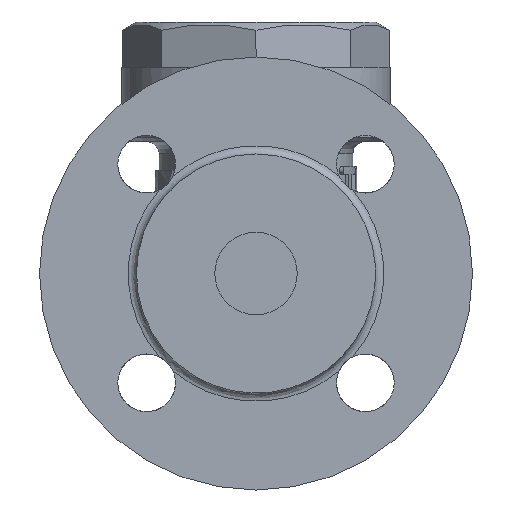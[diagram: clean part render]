
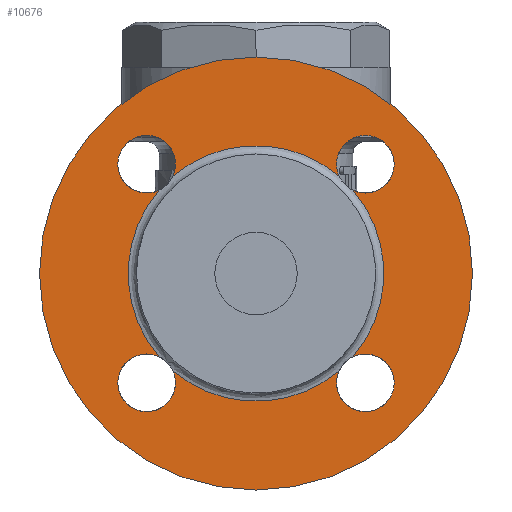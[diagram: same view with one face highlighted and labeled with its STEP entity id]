
A CAD part, left-side view. The second image highlights one B-rep face of the part: STEP entity #10676.
In plain terms, the highlighted planar face has unit normal (-1, 0, 0).
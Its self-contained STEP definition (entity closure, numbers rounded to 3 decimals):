
#10312=CARTESIAN_POINT('',(-88.,0.,52.5));
#10313=VERTEX_POINT('',#10312);
#10314=CARTESIAN_POINT('',(-88.0,0.0,0.));
#10315=DIRECTION('',(1.0,0.0,0.0));
#10316=DIRECTION('',(0.0,0.0,-1.0));
#10317=AXIS2_PLACEMENT_3D('',#10314,#10315,#10316);
#10318=CIRCLE('',#10317,52.5);
#10319=EDGE_CURVE('',#10313,#10313,#10318,.T.);
#10380=CARTESIAN_POINT('',(-88.0,-20.188,23.526));
#10381=VERTEX_POINT('',#10380);
#10382=CARTESIAN_POINT('',(-88.0,-23.526,20.188));
#10383=VERTEX_POINT('',#10382);
#10399=CARTESIAN_POINT('',(-88.0,20.188,23.526));
#10400=VERTEX_POINT('',#10399);
#10401=CARTESIAN_POINT('',(-88.0,0.0,0.));
#10402=DIRECTION('',(-1.0,0.0,0.0));
#10403=DIRECTION('',(0.0,0.0,-1.0));
#10404=AXIS2_PLACEMENT_3D('',#10401,#10402,#10403);
#10405=CIRCLE('',#10404,31.);
#10406=EDGE_CURVE('',#10381,#10400,#10405,.T.);
#10408=CARTESIAN_POINT('',(-88.0,23.526,20.188));
#10409=VERTEX_POINT('',#10408);
#10425=CARTESIAN_POINT('',(-88.,23.526,-20.188));
#10426=VERTEX_POINT('',#10425);
#10427=CARTESIAN_POINT('',(-88.0,0.0,0.));
#10428=DIRECTION('',(-1.0,0.0,0.0));
#10429=DIRECTION('',(0.0,0.0,-1.0));
#10430=AXIS2_PLACEMENT_3D('',#10427,#10428,#10429);
#10431=CIRCLE('',#10430,31.);
#10432=EDGE_CURVE('',#10409,#10426,#10431,.T.);
#10434=CARTESIAN_POINT('',(-88.,20.188,-23.526));
#10435=VERTEX_POINT('',#10434);
#10451=CARTESIAN_POINT('',(-88.0,-20.188,-23.526));
#10452=VERTEX_POINT('',#10451);
#10453=CARTESIAN_POINT('',(-88.0,0.0,0.));
#10454=DIRECTION('',(-1.0,0.0,0.0));
#10455=DIRECTION('',(0.0,0.0,-1.0));
#10456=AXIS2_PLACEMENT_3D('',#10453,#10454,#10455);
#10457=CIRCLE('',#10456,31.);
#10458=EDGE_CURVE('',#10435,#10452,#10457,.T.);
#10460=CARTESIAN_POINT('',(-88.0,-23.526,-20.188));
#10461=VERTEX_POINT('',#10460);
#10477=CARTESIAN_POINT('',(-88.0,0.0,0.));
#10478=DIRECTION('',(-1.0,0.0,0.0));
#10479=DIRECTION('',(0.0,0.0,-1.0));
#10480=AXIS2_PLACEMENT_3D('',#10477,#10478,#10479);
#10481=CIRCLE('',#10480,31.);
#10482=EDGE_CURVE('',#10461,#10383,#10481,.T.);
#10527=CARTESIAN_POINT('',(-88.0,26.517,26.517));
#10528=DIRECTION('',(1.0,0.0,0.0));
#10529=DIRECTION('',(0.0,1.0,0.0));
#10530=AXIS2_PLACEMENT_3D('',#10527,#10528,#10529);
#10531=CIRCLE('',#10530,7.);
#10532=EDGE_CURVE('',#10409,#10400,#10531,.T.);
#10567=CARTESIAN_POINT('',(-88.,26.517,-26.517));
#10568=DIRECTION('',(1.0,0.0,0.0));
#10569=DIRECTION('',(0.0,0.0,-1.0));
#10570=AXIS2_PLACEMENT_3D('',#10567,#10568,#10569);
#10571=CIRCLE('',#10570,7.);
#10572=EDGE_CURVE('',#10435,#10426,#10571,.T.);
#10607=CARTESIAN_POINT('',(-88.0,-26.517,-26.517));
#10608=DIRECTION('',(1.0,0.0,0.0));
#10609=DIRECTION('',(0.0,-1.0,0.0));
#10610=AXIS2_PLACEMENT_3D('',#10607,#10608,#10609);
#10611=CIRCLE('',#10610,7.);
#10612=EDGE_CURVE('',#10461,#10452,#10611,.T.);
#10647=CARTESIAN_POINT('',(-88.0,-26.517,26.517));
#10648=DIRECTION('',(1.0,0.0,0.0));
#10649=DIRECTION('',(0.0,0.0,1.0));
#10650=AXIS2_PLACEMENT_3D('',#10647,#10648,#10649);
#10651=CIRCLE('',#10650,7.);
#10652=EDGE_CURVE('',#10381,#10383,#10651,.T.);
#10658=CARTESIAN_POINT('',(-88.0,0.0,0.));
#10659=DIRECTION('',(1.0,0.0,0.0));
#10660=DIRECTION('',(0.0,0.0,-1.0));
#10661=AXIS2_PLACEMENT_3D('',#10658,#10659,#10660);
#10662=PLANE('',#10661);
#10663=ORIENTED_EDGE('',*,*,#10319,.F.);
#10664=EDGE_LOOP('',(#10663));
#10665=FACE_OUTER_BOUND('',#10664,.T.);
#10666=ORIENTED_EDGE('',*,*,#10482,.F.);
#10667=ORIENTED_EDGE('',*,*,#10612,.T.);
#10668=ORIENTED_EDGE('',*,*,#10458,.F.);
#10669=ORIENTED_EDGE('',*,*,#10572,.T.);
#10670=ORIENTED_EDGE('',*,*,#10432,.F.);
#10671=ORIENTED_EDGE('',*,*,#10532,.T.);
#10672=ORIENTED_EDGE('',*,*,#10406,.F.);
#10673=ORIENTED_EDGE('',*,*,#10652,.T.);
#10674=EDGE_LOOP('',(#10666,#10667,#10668,#10669,#10670,#10671,#10672,#10673));
#10675=FACE_BOUND('',#10674,.T.);
#10676=ADVANCED_FACE('',(#10665,#10675),#10662,.F.);
